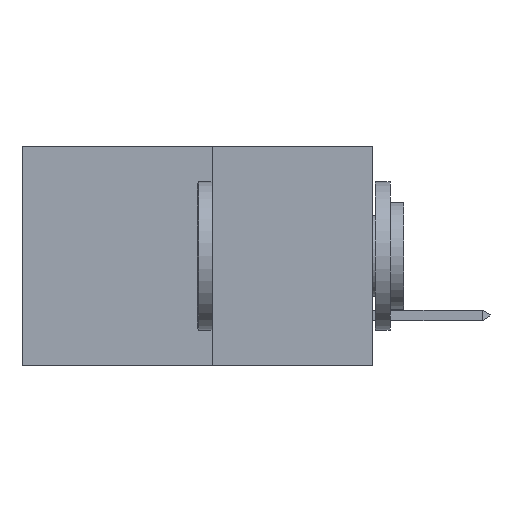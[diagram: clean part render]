
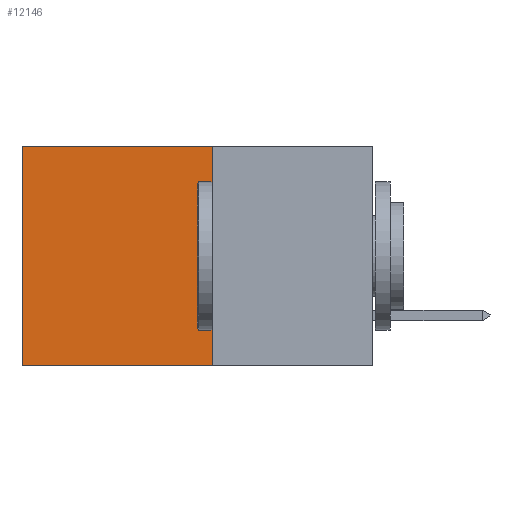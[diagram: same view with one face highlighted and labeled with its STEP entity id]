
A CAD part, left-side view. The second image highlights one B-rep face of the part: STEP entity #12146.
In plain terms, the highlighted planar face has unit normal (-1, 0, 0).
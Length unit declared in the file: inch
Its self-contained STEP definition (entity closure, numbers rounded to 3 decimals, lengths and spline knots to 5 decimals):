
#7 = VECTOR ( 'NONE', #10561, 39.37008 ) ;
#40 = VERTEX_POINT ( 'NONE', #7815 ) ;
#123 = CARTESIAN_POINT ( 'NONE',  ( 0.277, 0.27, -0.37 ) ) ;
#245 = DIRECTION ( 'NONE',  ( 0., 1., 0. ) ) ;
#413 = PLANE ( 'NONE',  #3563 ) ;
#1201 = ORIENTED_EDGE ( 'NONE', *, *, #12733, .F. ) ;
#1319 = EDGE_CURVE ( 'NONE', #40, #3331, #7078, .T. ) ;
#1758 = VECTOR ( 'NONE', #12404, 39.37008 ) ;
#1923 = VERTEX_POINT ( 'NONE', #15323 ) ;
#2110 = CARTESIAN_POINT ( 'NONE',  ( 0.277, 0.27, 0. ) ) ;
#2867 = VERTEX_POINT ( 'NONE', #3172 ) ;
#3000 = DIRECTION ( 'NONE',  ( 0., 0., -1. ) ) ;
#3172 = CARTESIAN_POINT ( 'NONE',  ( 0.277, 0.59, 0. ) ) ;
#3331 = VERTEX_POINT ( 'NONE', #123 ) ;
#3409 = LINE ( 'NONE', #6669, #7 ) ;
#3563 = AXIS2_PLACEMENT_3D ( 'NONE', #9380, #10698, #3000 ) ;
#4056 = CARTESIAN_POINT ( 'NONE',  ( 0.277, 0.27, -0.37 ) ) ;
#4750 = CARTESIAN_POINT ( 'NONE',  ( 0.277, 0.27, -0.37 ) ) ;
#6669 = CARTESIAN_POINT ( 'NONE',  ( 0.277, 0.59, -0.37 ) ) ;
#6828 = EDGE_CURVE ( 'NONE', #2867, #1923, #3409, .T. ) ;
#7078 = LINE ( 'NONE', #4750, #9689 ) ;
#7759 = EDGE_LOOP ( 'NONE', ( #14487, #1201, #11456, #14885 ) ) ;
#7815 = CARTESIAN_POINT ( 'NONE',  ( 0.277, 0.27, 0. ) ) ;
#8923 = EDGE_CURVE ( 'NONE', #40, #2867, #11617, .T. ) ;
#9380 = CARTESIAN_POINT ( 'NONE',  ( 0.277, 0.27, -0.37 ) ) ;
#9689 = VECTOR ( 'NONE', #14222, 39.37008 ) ;
#10561 = DIRECTION ( 'NONE',  ( 0., 0., -1. ) ) ;
#10698 = DIRECTION ( 'NONE',  ( 1., 0., 0. ) ) ;
#10922 = VECTOR ( 'NONE', #245, 39.37008 ) ;
#11456 = ORIENTED_EDGE ( 'NONE', *, *, #1319, .F. ) ;
#11617 = LINE ( 'NONE', #2110, #1758 ) ;
#12146 = ADVANCED_FACE ( 'NONE', ( #13764 ), #413, .F. ) ;
#12404 = DIRECTION ( 'NONE',  ( 0., 1., 0. ) ) ;
#12733 = EDGE_CURVE ( 'NONE', #3331, #1923, #14363, .T. ) ;
#13764 = FACE_OUTER_BOUND ( 'NONE', #7759, .T. ) ;
#14222 = DIRECTION ( 'NONE',  ( 0., 0., -1. ) ) ;
#14363 = LINE ( 'NONE', #4056, #10922 ) ;
#14487 = ORIENTED_EDGE ( 'NONE', *, *, #6828, .T. ) ;
#14885 = ORIENTED_EDGE ( 'NONE', *, *, #8923, .T. ) ;
#15323 = CARTESIAN_POINT ( 'NONE',  ( 0.277, 0.59, -0.37 ) ) ;
